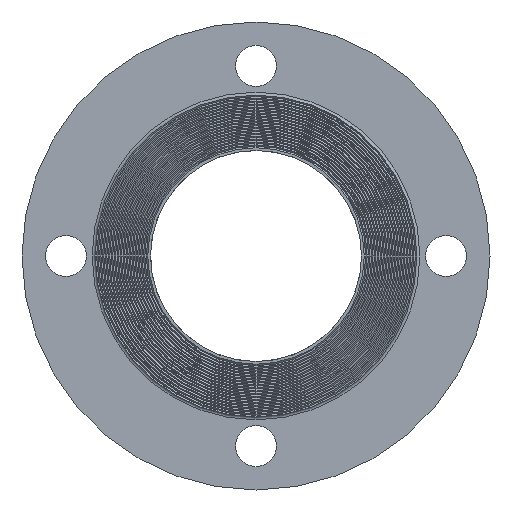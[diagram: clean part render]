
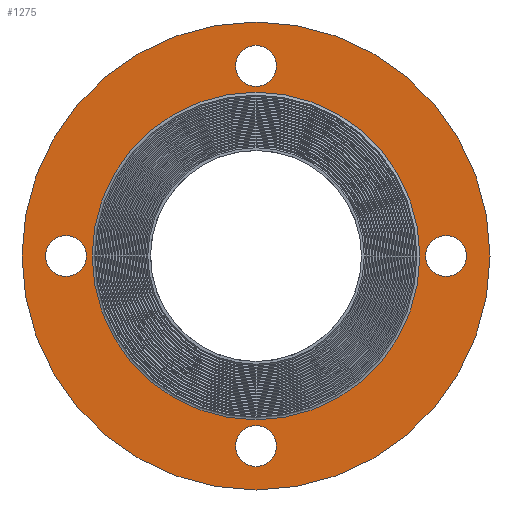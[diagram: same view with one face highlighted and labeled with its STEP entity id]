
A CAD part, left-side view. The second image highlights one B-rep face of the part: STEP entity #1275.
In plain terms, the highlighted planar face has unit normal (-1, 0, 0).
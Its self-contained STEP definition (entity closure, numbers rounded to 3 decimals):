
#16=FACE_BOUND('',#308,.T.);
#17=FACE_BOUND('',#309,.T.);
#18=FACE_BOUND('',#310,.T.);
#19=FACE_BOUND('',#311,.T.);
#20=FACE_BOUND('',#312,.T.);
#29=PLANE('',#1491);
#243=FACE_OUTER_BOUND('',#307,.T.);
#307=EDGE_LOOP('',(#1152,#1153));
#308=EDGE_LOOP('',(#1154));
#309=EDGE_LOOP('',(#1155));
#310=EDGE_LOOP('',(#1156));
#311=EDGE_LOOP('',(#1157));
#312=EDGE_LOOP('',(#1158,#1159));
#373=CIRCLE('',#1361,7.);
#376=CIRCLE('',#1365,7.);
#379=CIRCLE('',#1369,7.);
#382=CIRCLE('',#1373,7.);
#459=CIRCLE('',#1487,56.);
#460=CIRCLE('',#1488,56.);
#463=CIRCLE('',#1492,80.);
#464=CIRCLE('',#1493,80.);
#517=VERTEX_POINT('',#2120);
#520=VERTEX_POINT('',#2128);
#523=VERTEX_POINT('',#2136);
#526=VERTEX_POINT('',#2144);
#603=VERTEX_POINT('',#2371);
#604=VERTEX_POINT('',#2373);
#606=VERTEX_POINT('',#2380);
#607=VERTEX_POINT('',#2381);
#671=EDGE_CURVE('',#517,#517,#373,.T.);
#675=EDGE_CURVE('',#520,#520,#376,.T.);
#679=EDGE_CURVE('',#523,#523,#379,.T.);
#683=EDGE_CURVE('',#526,#526,#382,.T.);
#796=EDGE_CURVE('',#604,#603,#459,.T.);
#797=EDGE_CURVE('',#603,#604,#460,.T.);
#800=EDGE_CURVE('',#606,#607,#463,.T.);
#801=EDGE_CURVE('',#607,#606,#464,.T.);
#1152=ORIENTED_EDGE('',*,*,#800,.F.);
#1153=ORIENTED_EDGE('',*,*,#801,.F.);
#1154=ORIENTED_EDGE('',*,*,#671,.T.);
#1155=ORIENTED_EDGE('',*,*,#675,.T.);
#1156=ORIENTED_EDGE('',*,*,#679,.T.);
#1157=ORIENTED_EDGE('',*,*,#683,.T.);
#1158=ORIENTED_EDGE('',*,*,#796,.T.);
#1159=ORIENTED_EDGE('',*,*,#797,.T.);
#1275=ADVANCED_FACE('',(#243,#16,#17,#18,#19,#20),#29,.T.);
#1361=AXIS2_PLACEMENT_3D('',#2122,#1637,#1638);
#1365=AXIS2_PLACEMENT_3D('',#2130,#1646,#1647);
#1369=AXIS2_PLACEMENT_3D('',#2138,#1655,#1656);
#1373=AXIS2_PLACEMENT_3D('',#2146,#1664,#1665);
#1487=AXIS2_PLACEMENT_3D('',#2374,#1928,#1929);
#1488=AXIS2_PLACEMENT_3D('',#2375,#1930,#1931);
#1491=AXIS2_PLACEMENT_3D('',#2379,#1936,#1937);
#1492=AXIS2_PLACEMENT_3D('',#2382,#1938,#1939);
#1493=AXIS2_PLACEMENT_3D('',#2383,#1940,#1941);
#1637=DIRECTION('center_axis',(1.,0.,0.));
#1638=DIRECTION('ref_axis',(0.,0.,-1.));
#1646=DIRECTION('center_axis',(1.,0.,0.));
#1647=DIRECTION('ref_axis',(0.,0.,-1.));
#1655=DIRECTION('center_axis',(1.,0.,0.));
#1656=DIRECTION('ref_axis',(0.,0.,-1.));
#1664=DIRECTION('center_axis',(1.,0.,0.));
#1665=DIRECTION('ref_axis',(0.,0.,-1.));
#1928=DIRECTION('center_axis',(1.,0.,0.));
#1929=DIRECTION('ref_axis',(0.,1.,0.));
#1930=DIRECTION('center_axis',(1.,0.,0.));
#1931=DIRECTION('ref_axis',(0.,1.,0.));
#1936=DIRECTION('center_axis',(-1.,0.,0.));
#1937=DIRECTION('ref_axis',(0.,0.,1.));
#1938=DIRECTION('center_axis',(1.,0.,0.));
#1939=DIRECTION('ref_axis',(0.,1.,0.));
#1940=DIRECTION('center_axis',(1.,0.,0.));
#1941=DIRECTION('ref_axis',(0.,1.,0.));
#2120=CARTESIAN_POINT('',(0.,-65.,7.));
#2122=CARTESIAN_POINT('Origin',(0.,-65.,0.));
#2128=CARTESIAN_POINT('',(0.,0.,-58.));
#2130=CARTESIAN_POINT('Origin',(0.,0.,-65.));
#2136=CARTESIAN_POINT('',(0.,0.,72.));
#2138=CARTESIAN_POINT('Origin',(0.,0.,65.));
#2144=CARTESIAN_POINT('',(0.,65.,7.));
#2146=CARTESIAN_POINT('Origin',(0.,65.,0.));
#2371=CARTESIAN_POINT('',(0.,0.,56.));
#2373=CARTESIAN_POINT('',(0.,56.,0.));
#2374=CARTESIAN_POINT('Origin',(0.,0.,0.));
#2375=CARTESIAN_POINT('Origin',(0.,0.,0.));
#2379=CARTESIAN_POINT('Origin',(0.,68.,0.));
#2380=CARTESIAN_POINT('',(0.,80.,0.));
#2381=CARTESIAN_POINT('',(0.,-80.,0.));
#2382=CARTESIAN_POINT('Origin',(0.,0.,0.));
#2383=CARTESIAN_POINT('Origin',(0.,0.,0.));
